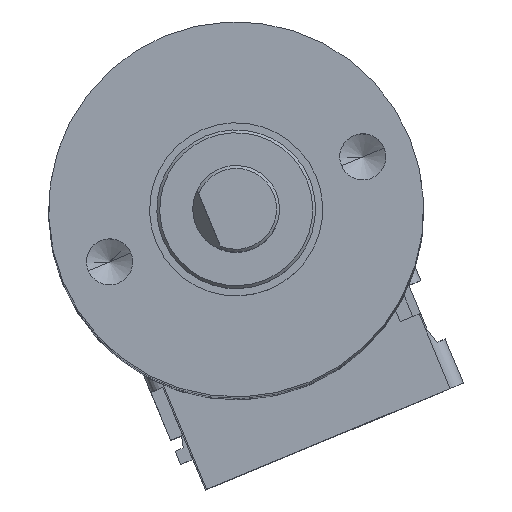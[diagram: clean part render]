
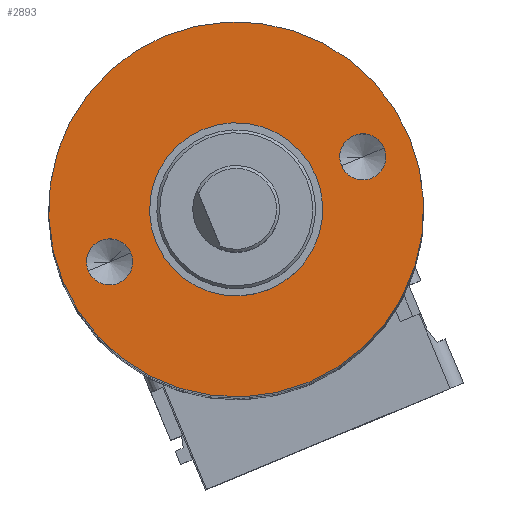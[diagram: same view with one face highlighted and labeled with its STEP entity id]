
A CAD part, top view. The second image highlights one B-rep face of the part: STEP entity #2893.
In plain terms, the highlighted planar face has unit normal (0, 0, 1).
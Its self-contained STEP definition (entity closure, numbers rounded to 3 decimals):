
#27 = FACE_BOUND ( 'NONE', #12626, .T. ) ;
#121 = CARTESIAN_POINT ( 'NONE',  ( -27.331, -1.794, 59.092 ) ) ;
#247 = CARTESIAN_POINT ( 'NONE',  ( -37.723, -6.103, 59.092 ) ) ;
#335 = CARTESIAN_POINT ( 'NONE',  ( -27.331, -1.794, 59.092 ) ) ;
#407 = CARTESIAN_POINT ( 'NONE',  ( -28.07, -2.1, 59.092 ) ) ;
#490 = CARTESIAN_POINT ( 'NONE',  ( -25.714, -1.123, 59.092 ) ) ;
#586 = ORIENTED_EDGE ( 'NONE', *, *, #4388, .T. ) ;
#884 = DIRECTION ( 'NONE',  ( 0., 0., -1. ) ) ;
#1499 = EDGE_CURVE ( 'NONE', #14627, #2628, #11876, .T. ) ;
#1518 = AXIS2_PLACEMENT_3D ( 'NONE', #9764, #884, #11224 ) ;
#1626 = DIRECTION ( 'NONE',  ( 0.924, 0.383, 0. ) ) ;
#1831 = DIRECTION ( 'NONE',  ( 0.924, 0.383, 0. ) ) ;
#2207 = PLANE ( 'NONE',  #3187 ) ;
#2628 = VERTEX_POINT ( 'NONE', #11962 ) ;
#2893 = ADVANCED_FACE ( 'NONE', ( #15263, #27, #11345, #7459 ), #2207, .F. ) ;
#3075 = AXIS2_PLACEMENT_3D ( 'NONE', #16095, #7300, #17575 ) ;
#3187 = AXIS2_PLACEMENT_3D ( 'NONE', #6625, #6689, #16959 ) ;
#3224 = EDGE_CURVE ( 'NONE', #10290, #14895, #9283, .T. ) ;
#3988 = ORIENTED_EDGE ( 'NONE', *, *, #18534, .F. ) ;
#4126 = CARTESIAN_POINT ( 'NONE',  ( -36.845, -5.739, 59.092 ) ) ;
#4323 = AXIS2_PLACEMENT_3D ( 'NONE', #4496, #14793, #5990 ) ;
#4388 = EDGE_CURVE ( 'NONE', #4706, #8410, #17271, .T. ) ;
#4496 = CARTESIAN_POINT ( 'NONE',  ( -31.718, -3.613, 59.092 ) ) ;
#4627 = CIRCLE ( 'NONE', #15387, 0.8 ) ;
#4706 = VERTEX_POINT ( 'NONE', #16886 ) ;
#5802 = AXIS2_PLACEMENT_3D ( 'NONE', #121, #10462, #1626 ) ;
#5990 = DIRECTION ( 'NONE',  ( -0.924, -0.383, 0. ) ) ;
#6625 = CARTESIAN_POINT ( 'NONE',  ( -31.718, -3.613, 59.092 ) ) ;
#6689 = DIRECTION ( 'NONE',  ( 0., 0., -1. ) ) ;
#6703 = CIRCLE ( 'NONE', #15813, 3. ) ;
#7300 = DIRECTION ( 'NONE',  ( 0., 0., 1. ) ) ;
#7459 = FACE_OUTER_BOUND ( 'NONE', #9421, .T. ) ;
#7493 = DIRECTION ( 'NONE',  ( 0., 0., -1. ) ) ;
#8410 = VERTEX_POINT ( 'NONE', #16201 ) ;
#8580 = DIRECTION ( 'NONE',  ( 0., 0., -1. ) ) ;
#8747 = EDGE_CURVE ( 'NONE', #11180, #15771, #18217, .T. ) ;
#9283 = CIRCLE ( 'NONE', #5802, 0.8 ) ;
#9340 = ORIENTED_EDGE ( 'NONE', *, *, #1499, .F. ) ;
#9421 = EDGE_LOOP ( 'NONE', ( #16517, #16592 ) ) ;
#9764 = CARTESIAN_POINT ( 'NONE',  ( -31.718, -3.613, 59.092 ) ) ;
#9967 = AXIS2_PLACEMENT_3D ( 'NONE', #16532, #16477, #16271 ) ;
#10290 = VERTEX_POINT ( 'NONE', #17361 ) ;
#10462 = DIRECTION ( 'NONE',  ( 0., 0., 1. ) ) ;
#10576 = EDGE_LOOP ( 'NONE', ( #586, #12444 ) ) ;
#10676 = DIRECTION ( 'NONE',  ( 0., 0., 1. ) ) ;
#11180 = VERTEX_POINT ( 'NONE', #490 ) ;
#11224 = DIRECTION ( 'NONE',  ( -0.924, -0.383, 0. ) ) ;
#11299 = CIRCLE ( 'NONE', #19142, 6.5 ) ;
#11345 = FACE_BOUND ( 'NONE', #10576, .T. ) ;
#11495 = EDGE_CURVE ( 'NONE', #2628, #14627, #17652, .T. ) ;
#11876 = CIRCLE ( 'NONE', #9967, 0.8 ) ;
#11962 = CARTESIAN_POINT ( 'NONE',  ( -35.367, -5.126, 59.092 ) ) ;
#12444 = ORIENTED_EDGE ( 'NONE', *, *, #15077, .T. ) ;
#12626 = EDGE_LOOP ( 'NONE', ( #13165, #3988 ) ) ;
#13165 = ORIENTED_EDGE ( 'NONE', *, *, #3224, .F. ) ;
#14627 = VERTEX_POINT ( 'NONE', #4126 ) ;
#14767 = EDGE_CURVE ( 'NONE', #15771, #11180, #11299, .T. ) ;
#14793 = DIRECTION ( 'NONE',  ( 0., 0., -1. ) ) ;
#14895 = VERTEX_POINT ( 'NONE', #407 ) ;
#14949 = ORIENTED_EDGE ( 'NONE', *, *, #11495, .F. ) ;
#15077 = EDGE_CURVE ( 'NONE', #8410, #4706, #6703, .T. ) ;
#15263 = FACE_BOUND ( 'NONE', #16379, .T. ) ;
#15387 = AXIS2_PLACEMENT_3D ( 'NONE', #335, #10676, #1831 ) ;
#15771 = VERTEX_POINT ( 'NONE', #247 ) ;
#15813 = AXIS2_PLACEMENT_3D ( 'NONE', #17368, #8580, #18841 ) ;
#16095 = CARTESIAN_POINT ( 'NONE',  ( -36.106, -5.433, 59.092 ) ) ;
#16201 = CARTESIAN_POINT ( 'NONE',  ( -28.947, -2.464, 59.092 ) ) ;
#16271 = DIRECTION ( 'NONE',  ( 0.924, 0.383, 0. ) ) ;
#16287 = CARTESIAN_POINT ( 'NONE',  ( -31.718, -3.613, 59.092 ) ) ;
#16379 = EDGE_LOOP ( 'NONE', ( #14949, #9340 ) ) ;
#16477 = DIRECTION ( 'NONE',  ( 0., 0., 1. ) ) ;
#16517 = ORIENTED_EDGE ( 'NONE', *, *, #8747, .F. ) ;
#16532 = CARTESIAN_POINT ( 'NONE',  ( -36.106, -5.433, 59.092 ) ) ;
#16592 = ORIENTED_EDGE ( 'NONE', *, *, #14767, .F. ) ;
#16886 = CARTESIAN_POINT ( 'NONE',  ( -34.489, -4.762, 59.092 ) ) ;
#16959 = DIRECTION ( 'NONE',  ( -0.924, -0.383, 0. ) ) ;
#17271 = CIRCLE ( 'NONE', #4323, 3. ) ;
#17361 = CARTESIAN_POINT ( 'NONE',  ( -26.592, -1.487, 59.092 ) ) ;
#17368 = CARTESIAN_POINT ( 'NONE',  ( -31.718, -3.613, 59.092 ) ) ;
#17575 = DIRECTION ( 'NONE',  ( 0.924, 0.383, 0. ) ) ;
#17652 = CIRCLE ( 'NONE', #3075, 0.8 ) ;
#17768 = DIRECTION ( 'NONE',  ( -0.924, -0.383, 0. ) ) ;
#18217 = CIRCLE ( 'NONE', #1518, 6.5 ) ;
#18534 = EDGE_CURVE ( 'NONE', #14895, #10290, #4627, .T. ) ;
#18841 = DIRECTION ( 'NONE',  ( -0.924, -0.383, 0. ) ) ;
#19142 = AXIS2_PLACEMENT_3D ( 'NONE', #16287, #7493, #17768 ) ;
